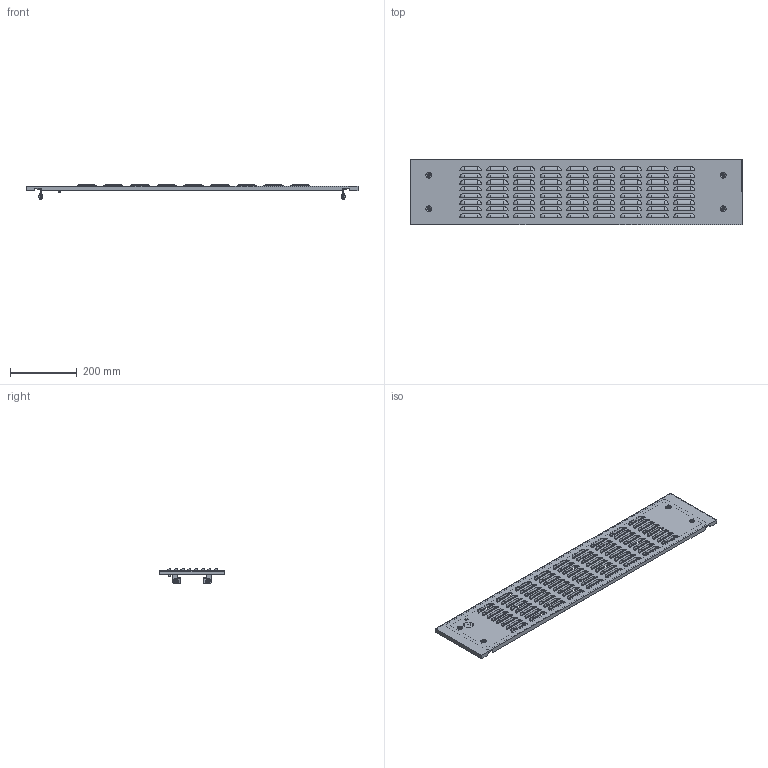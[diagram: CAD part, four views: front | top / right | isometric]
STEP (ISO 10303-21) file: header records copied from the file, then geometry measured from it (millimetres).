
FILE_DESCRIPTION (( 'STEP AP203' ), '1' );
FILE_NAME ('FO-00-PWSV-020-100 FORMAT Ôàëüø-ïàíåëü âíåøíÿÿ ãëóõàÿ 200õ1000 IEK.STEP', '2025-01-20T14:12:29', ( '' ), ( '' ), 'SwSTEP 2.0', 'SolidWorks 2022', '' );
FILE_SCHEMA (( 'CONFIG_CONTROL_DESIGN' ));
Products named in the file (1): FO-00-PWSV-020-100 FORMAT Фальш-панель внешняя глухая 200х1000 IEK
Bounding box: 995 x 196 x 43.5 mm (x, y, z)
Volume: 587183 mm3; surface area: 502437.8 mm2
Topology: 1 solids, 10 shells, 1878 faces, 4752 edges, 2913 vertices
Faces by surface type: plane 617, cylinder 587, torus 324, sphere 288, cone 62
Entity records: 57467 total; most frequent: DIRECTION 11162, CARTESIAN_POINT 9790, ORIENTED_EDGE 9500, EDGE_CURVE 4750, AXIS2_PLACEMENT_3D 4565, VERTEX_POINT 2913, CIRCLE 2686, EDGE_LOOP 2075
